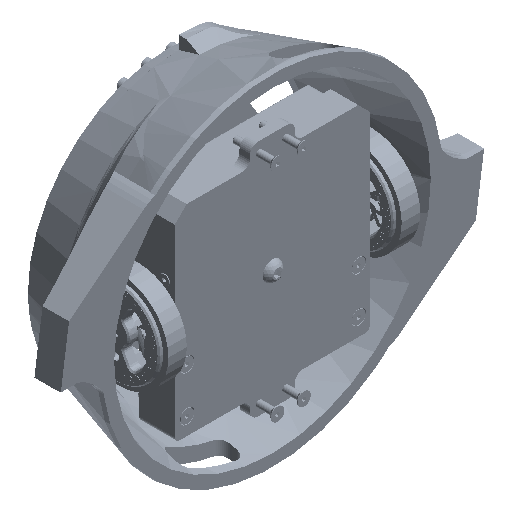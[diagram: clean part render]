
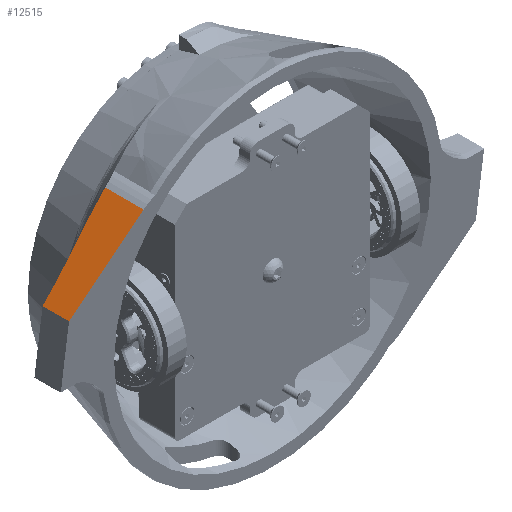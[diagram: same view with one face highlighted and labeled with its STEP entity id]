
A CAD part, isometric view. The second image highlights one B-rep face of the part: STEP entity #12515.
In plain terms, the highlighted planar face has unit normal (-0.623, 0, 0.782).
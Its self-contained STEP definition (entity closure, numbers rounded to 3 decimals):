
#8601=DIRECTION('',(0.,-1.,0.));
#8602=VECTOR('',#8601,14.572);
#8603=CARTESIAN_POINT('',(-50.324,12.572,67.492));
#8604=LINE('',#8603,#8602);
#8918=CARTESIAN_POINT('',(-78.594,8.,44.985));
#8919=CARTESIAN_POINT('',(-77.531,8.083,45.832));
#8920=CARTESIAN_POINT('',(-75.471,8.304,47.471));
#8921=CARTESIAN_POINT('',(-72.624,8.723,49.738));
#8922=CARTESIAN_POINT('',(-69.895,9.201,51.911));
#8923=CARTESIAN_POINT('',(-67.212,9.718,54.047));
#8924=CARTESIAN_POINT('',(-64.484,10.265,56.219));
#8925=CARTESIAN_POINT('',(-61.607,10.84,58.509));
#8926=CARTESIAN_POINT('',(-58.367,11.45,61.089));
#8927=CARTESIAN_POINT('',(-54.65,12.061,64.048));
#8928=CARTESIAN_POINT('',(-51.824,12.42,66.299));
#8929=CARTESIAN_POINT('',(-50.324,12.572,67.492));
#9088=DIRECTION('',(-0.782,0.,-0.623));
#9089=VECTOR('',#9088,36.136);
#9090=CARTESIAN_POINT('',(-50.324,-2.,67.492));
#9091=LINE('',#9090,#9089);
#9229=DIRECTION('',(0.,1.,0.));
#9230=VECTOR('',#9229,10.);
#9231=CARTESIAN_POINT('',(-78.594,-2.,44.985));
#9232=LINE('',#9231,#9230);
#10669=VERTEX_POINT('',#8918);
#10670=VERTEX_POINT('',#8929);
#10827=CARTESIAN_POINT('',(-78.594,-2.,44.985));
#10828=VERTEX_POINT('',#10827);
#10905=CARTESIAN_POINT('',(-50.324,-2.,67.492));
#10906=VERTEX_POINT('',#10905);
#12502=CARTESIAN_POINT('',(-52.41,8.,65.831));
#12503=DIRECTION('',(0.623,0.,-0.782));
#12504=DIRECTION('',(0.,-1.,0.));
#12505=AXIS2_PLACEMENT_3D('',#12502,#12503,#12504);
#12506=PLANE('',#12505);
#12508=ORIENTED_EDGE('',*,*,#12507,.T.);
#12510=ORIENTED_EDGE('',*,*,#12509,.T.);
#12511=ORIENTED_EDGE('',*,*,#12486,.T.);
#12512=ORIENTED_EDGE('',*,*,#11618,.T.);
#12513=EDGE_LOOP('',(#12508,#12510,#12511,#12512));
#12514=FACE_OUTER_BOUND('',#12513,.F.);
#8930=B_SPLINE_CURVE_WITH_KNOTS('',3,(#8918,#8919,#8920,#8921,#8922,#8923,#8924,
#8925,#8926,#8927,#8928,#8929),.UNSPECIFIED.,.F.,.F.,(4,1,1,1,1,1,1,1,1,4),
(0.,0.111,0.222,0.333,0.444,
0.556,0.667,0.778,0.889,1.),
.UNSPECIFIED.);
#11618=EDGE_CURVE('',#10670,#10906,#8604,.T.);
#12486=EDGE_CURVE('',#10669,#10670,#8930,.T.);
#12507=EDGE_CURVE('',#10906,#10828,#9091,.T.);
#12509=EDGE_CURVE('',#10828,#10669,#9232,.T.);
#12515=ADVANCED_FACE('',(#12514),#12506,.F.);
